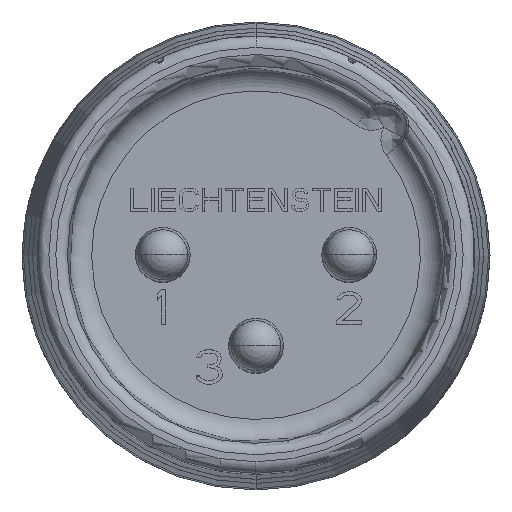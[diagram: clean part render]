
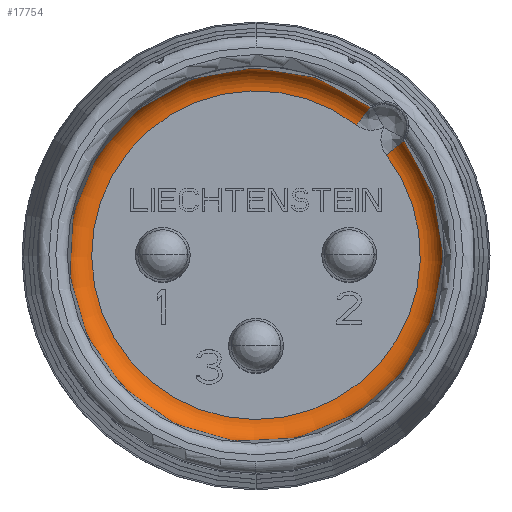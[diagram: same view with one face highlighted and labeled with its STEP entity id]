
A CAD part, top view. The second image highlights one B-rep face of the part: STEP entity #17754.
In plain terms, the highlighted toroidal (fillet/blend) face has major radius 7.139 mm and minor radius 0.99 mm.
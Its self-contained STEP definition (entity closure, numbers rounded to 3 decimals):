
#1152=CARTESIAN_POINT('',(0.,0.,0.985));
#1153=DIRECTION('',(0.,0.,1.));
#1154=DIRECTION('',(0.611,0.792,0.));
#1155=AXIS2_PLACEMENT_3D('',#1152,#1153,#1154);
#1157=CARTESIAN_POINT('',(4.964,6.438,0.985));
#1158=CARTESIAN_POINT('',(4.964,6.437,0.899));
#1159=CARTESIAN_POINT('',(4.949,6.419,0.727));
#1160=CARTESIAN_POINT('',(4.888,6.339,0.486));
#1161=CARTESIAN_POINT('',(4.791,6.213,0.28));
#1162=CARTESIAN_POINT('',(4.664,6.049,0.122));
#1163=CARTESIAN_POINT('',(4.517,5.858,0.023));
#1164=CARTESIAN_POINT('',(4.412,5.722,0.));
#1165=CARTESIAN_POINT('',(4.359,5.654,0.));
#1167=CARTESIAN_POINT('',(0.,0.,0.));
#1168=DIRECTION('',(0.,0.,1.));
#1169=DIRECTION('',(0.611,0.792,0.));
#1170=AXIS2_PLACEMENT_3D('',#1167,#1168,#1169);
#1172=CARTESIAN_POINT('',(5.654,4.359,0.99));
#1173=DIRECTION('',(0.611,-0.792,0.));
#1174=DIRECTION('',(0.,0.,-1.));
#1175=AXIS2_PLACEMENT_3D('',#1172,#1173,#1174);
#15911=CARTESIAN_POINT('',(4.964,6.438,
0.985));
#15912=CARTESIAN_POINT('',(6.438,4.964,
0.985));
#15913=VERTEX_POINT('',#15911);
#15914=VERTEX_POINT('',#15912);
#15915=CARTESIAN_POINT('',(4.359,5.654,
0.));
#15916=CARTESIAN_POINT('',(5.654,4.359,
0.));
#15917=VERTEX_POINT('',#15915);
#15918=VERTEX_POINT('',#15916);
#17740=CARTESIAN_POINT('',(0.,0.,0.99));
#17741=DIRECTION('',(0.,0.,-1.));
#17742=DIRECTION('',(0.705,0.709,0.));
#17743=AXIS2_PLACEMENT_3D('',#17740,#17741,#17742);
#17744=TOROIDAL_SURFACE('',#17743,7.139,0.99);
#17746=ORIENTED_EDGE('',*,*,#17745,.F.);
#17748=ORIENTED_EDGE('',*,*,#17747,.T.);
#17749=ORIENTED_EDGE('',*,*,#17111,.T.);
#17751=ORIENTED_EDGE('',*,*,#17750,.T.);
#17752=EDGE_LOOP('',(#17746,#17748,#17749,#17751));
#17753=FACE_OUTER_BOUND('',#17752,.F.);
#17754=ADVANCED_FACE('',(#17753),#17744,.F.);
#1156=CIRCLE('',#1155,8.129);
#1166=B_SPLINE_CURVE_WITH_KNOTS('',3,(#1157,#1158,#1159,#1160,#1161,#1162,#1163,
#1164,#1165),.UNSPECIFIED.,.F.,.F.,(4,1,1,1,1,1,4),(0.,0.167,
0.333,0.5,0.667,0.833,1.),
.UNSPECIFIED.);
#1171=CIRCLE('',#1170,7.139);
#1176=CIRCLE('',#1175,0.99);
#17111=EDGE_CURVE('',#15917,#15918,#1171,.T.);
#17745=EDGE_CURVE('',#15913,#15914,#1156,.T.);
#17747=EDGE_CURVE('',#15913,#15917,#1166,.T.);
#17750=EDGE_CURVE('',#15918,#15914,#1176,.T.);
